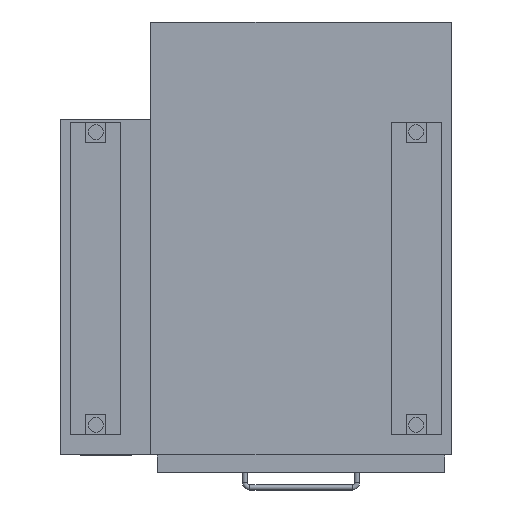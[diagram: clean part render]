
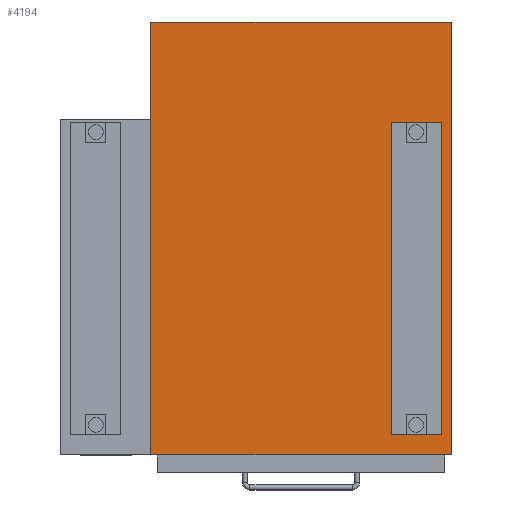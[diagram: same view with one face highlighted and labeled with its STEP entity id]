
A CAD part, front view. The second image highlights one B-rep face of the part: STEP entity #4194.
In plain terms, the highlighted planar face has unit normal (0, -1, 0).
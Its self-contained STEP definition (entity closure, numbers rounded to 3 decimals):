
#314=FACE_BOUND('',#587,.T.);
#339=FACE_OUTER_BOUND('',#586,.T.);
#586=EDGE_LOOP('',(#2844,#2845,#2846,#2847));
#587=EDGE_LOOP('',(#2848,#2849,#2850,#2851));
#819=LINE('',#6194,#1256);
#823=LINE('',#6202,#1260);
#826=LINE('',#6208,#1263);
#829=LINE('',#6213,#1266);
#864=LINE('',#6284,#1301);
#868=LINE('',#6292,#1305);
#871=LINE('',#6297,#1308);
#872=LINE('',#6299,#1309);
#1256=VECTOR('',#4899,10.);
#1260=VECTOR('',#4905,10.);
#1263=VECTOR('',#4910,10.);
#1266=VECTOR('',#4915,10.);
#1301=VECTOR('',#4972,10.);
#1305=VECTOR('',#4980,10.);
#1308=VECTOR('',#4985,10.);
#1309=VECTOR('',#4988,10.);
#1693=VERTEX_POINT('',#6192);
#1694=VERTEX_POINT('',#6193);
#1697=VERTEX_POINT('',#6201);
#1699=VERTEX_POINT('',#6207);
#1724=VERTEX_POINT('',#6281);
#1725=VERTEX_POINT('',#6283);
#1727=VERTEX_POINT('',#6291);
#1728=VERTEX_POINT('',#6295);
#2125=EDGE_CURVE('',#1693,#1694,#819,.T.);
#2129=EDGE_CURVE('',#1694,#1697,#823,.T.);
#2132=EDGE_CURVE('',#1697,#1699,#826,.T.);
#2135=EDGE_CURVE('',#1699,#1693,#829,.T.);
#2170=EDGE_CURVE('',#1724,#1725,#864,.T.);
#2174=EDGE_CURVE('',#1727,#1724,#868,.T.);
#2177=EDGE_CURVE('',#1728,#1727,#871,.T.);
#2178=EDGE_CURVE('',#1725,#1728,#872,.T.);
#2844=ORIENTED_EDGE('',*,*,#2178,.F.);
#2845=ORIENTED_EDGE('',*,*,#2170,.F.);
#2846=ORIENTED_EDGE('',*,*,#2174,.F.);
#2847=ORIENTED_EDGE('',*,*,#2177,.F.);
#2848=ORIENTED_EDGE('',*,*,#2125,.T.);
#2849=ORIENTED_EDGE('',*,*,#2129,.T.);
#2850=ORIENTED_EDGE('',*,*,#2132,.T.);
#2851=ORIENTED_EDGE('',*,*,#2135,.T.);
#4001=PLANE('',#4486);
#4194=ADVANCED_FACE('',(#339,#314),#4001,.F.);
#4486=AXIS2_PLACEMENT_3D('',#6300,#4989,#4990);
#4899=DIRECTION('',(0.,0.,1.));
#4905=DIRECTION('',(1.,0.,0.));
#4910=DIRECTION('',(0.,0.,-1.));
#4915=DIRECTION('',(-1.,0.,0.));
#4972=DIRECTION('',(0.,0.,1.));
#4980=DIRECTION('',(-1.,0.,0.));
#4985=DIRECTION('',(0.,0.,-1.));
#4988=DIRECTION('',(1.,0.,0.));
#4989=DIRECTION('center_axis',(0.,1.,0.));
#4990=DIRECTION('ref_axis',(0.,0.,1.));
#6192=CARTESIAN_POINT('',(480.,0.,40.));
#6193=CARTESIAN_POINT('',(480.,0.,665.));
#6194=CARTESIAN_POINT('',(480.,0.,548.75));
#6201=CARTESIAN_POINT('',(580.,0.,665.));
#6202=CARTESIAN_POINT('',(440.,0.,665.));
#6207=CARTESIAN_POINT('',(580.,0.,40.));
#6208=CARTESIAN_POINT('',(580.,0.,236.25));
#6213=CARTESIAN_POINT('',(390.,0.,40.));
#6281=CARTESIAN_POINT('',(0.,0.,0.));
#6283=CARTESIAN_POINT('',(0.,0.,865.));
#6284=CARTESIAN_POINT('',(0.,0.,0.));
#6291=CARTESIAN_POINT('',(600.,0.,0.));
#6292=CARTESIAN_POINT('',(600.,0.,0.));
#6295=CARTESIAN_POINT('',(600.,0.,865.));
#6297=CARTESIAN_POINT('',(600.,0.,865.));
#6299=CARTESIAN_POINT('',(0.,0.,865.));
#6300=CARTESIAN_POINT('Origin',(300.,0.,432.5));
